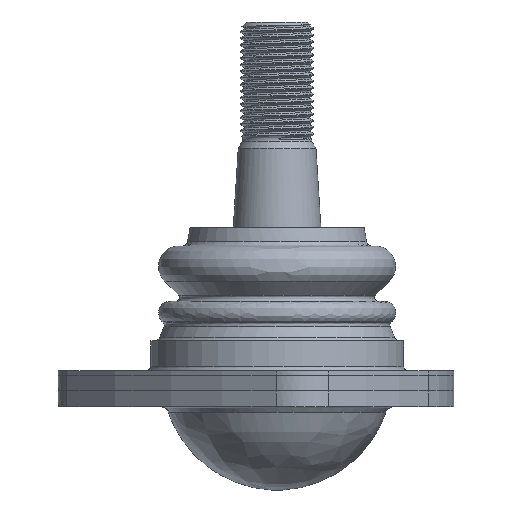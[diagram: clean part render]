
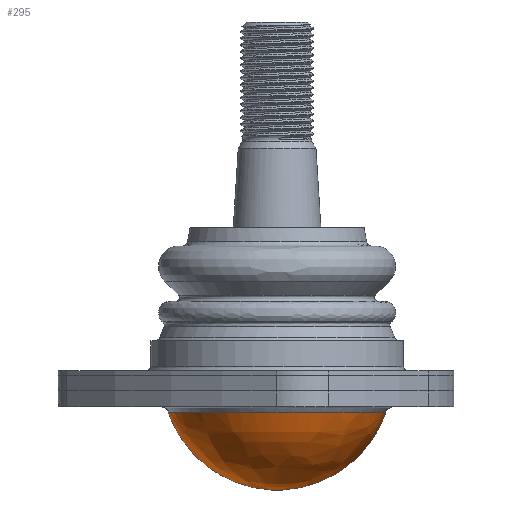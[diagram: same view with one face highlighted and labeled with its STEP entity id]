
A CAD part, left-side view. The second image highlights one B-rep face of the part: STEP entity #295.
In plain terms, the highlighted free-form (B-spline) face has degree [2, 2] with [5, 3] control points.
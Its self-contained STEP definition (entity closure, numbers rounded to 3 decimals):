
#182 = VERTEX_POINT('',#183);
#183 = CARTESIAN_POINT('',(0.,22.564,-7.662));
#191 = VERTEX_POINT('',#192);
#192 = CARTESIAN_POINT('',(0.,-22.564,-7.662));
#198 = EDGE_CURVE('',#182,#191,#199,.T.);
#199 = ( BOUNDED_CURVE() B_SPLINE_CURVE(2,(#200,#201,#202,#203,#204),
.UNSPECIFIED.,.F.,.F.) B_SPLINE_CURVE_WITH_KNOTS((3,2,3),(0.,
1.571,3.142),.PIECEWISE_BEZIER_KNOTS.) CURVE() 
GEOMETRIC_REPRESENTATION_ITEM() RATIONAL_B_SPLINE_CURVE((1.,
0.707,1.,0.707,1.)) REPRESENTATION_ITEM('') );
#200 = CARTESIAN_POINT('',(0.,22.564,-7.662));
#201 = CARTESIAN_POINT('',(-22.564,22.564,
    -7.662));
#202 = CARTESIAN_POINT('',(-22.564,0.,
    -7.662));
#203 = CARTESIAN_POINT('',(-22.564,-22.564,
    -7.662));
#204 = CARTESIAN_POINT('',(0.,-22.564,
    -7.662));
#256 = EDGE_CURVE('',#257,#191,#259,.T.);
#257 = VERTEX_POINT('',#258);
#258 = CARTESIAN_POINT('',(0.,-1.092,-23.805));
#259 = ( BOUNDED_CURVE() B_SPLINE_CURVE(2,(#260,#261,#262),
.UNSPECIFIED.,.F.,.F.) B_SPLINE_CURVE_WITH_KNOTS((3,3),(0.,
1.198),.PIECEWISE_BEZIER_KNOTS.) CURVE() 
GEOMETRIC_REPRESENTATION_ITEM() RATIONAL_B_SPLINE_CURVE((1.,
0.826,1.)) REPRESENTATION_ITEM('') );
#260 = CARTESIAN_POINT('',(0.,-1.092,-23.805));
#261 = CARTESIAN_POINT('',(0.,-17.336,-23.06));
#262 = CARTESIAN_POINT('',(0.,-22.564,-7.662));
#265 = VERTEX_POINT('',#266);
#266 = CARTESIAN_POINT('',(0.,1.092,-23.805));
#274 = EDGE_CURVE('',#265,#182,#275,.T.);
#275 = ( BOUNDED_CURVE() B_SPLINE_CURVE(2,(#276,#277,#278),
.UNSPECIFIED.,.F.,.F.) B_SPLINE_CURVE_WITH_KNOTS((3,3),(0.,
1.198),.PIECEWISE_BEZIER_KNOTS.) CURVE() 
GEOMETRIC_REPRESENTATION_ITEM() RATIONAL_B_SPLINE_CURVE((1.,
0.826,1.)) REPRESENTATION_ITEM('') );
#276 = CARTESIAN_POINT('',(0.,1.092,-23.805));
#277 = CARTESIAN_POINT('',(0.,17.336,-23.06));
#278 = CARTESIAN_POINT('',(0.,22.564,-7.662));
#295 = ADVANCED_FACE('',(#296),#309,.T.);
#296 = FACE_BOUND('',#297,.T.);
#297 = EDGE_LOOP('',(#298,#306,#307,#308));
#298 = ORIENTED_EDGE('',*,*,#299,.T.);
#299 = EDGE_CURVE('',#265,#257,#300,.T.);
#300 = ( BOUNDED_CURVE() B_SPLINE_CURVE(2,(#301,#302,#303,#304,#305),
.UNSPECIFIED.,.F.,.F.) B_SPLINE_CURVE_WITH_KNOTS((3,2,3),(0.,
1.571,3.142),.PIECEWISE_BEZIER_KNOTS.) CURVE() 
GEOMETRIC_REPRESENTATION_ITEM() RATIONAL_B_SPLINE_CURVE((1.,
0.707,1.,0.707,1.)) REPRESENTATION_ITEM('') );
#301 = CARTESIAN_POINT('',(0.,1.092,-23.805));
#302 = CARTESIAN_POINT('',(-1.092,1.092,
    -23.805));
#303 = CARTESIAN_POINT('',(-1.092,0.,
    -23.805));
#304 = CARTESIAN_POINT('',(-1.092,-1.092,
    -23.805));
#305 = CARTESIAN_POINT('',(0.,-1.092,
    -23.805));
#306 = ORIENTED_EDGE('',*,*,#256,.T.);
#307 = ORIENTED_EDGE('',*,*,#198,.F.);
#308 = ORIENTED_EDGE('',*,*,#274,.F.);
#309 = ( BOUNDED_SURFACE() B_SPLINE_SURFACE(2,2,(
    (#310,#311,#312)
    ,(#313,#314,#315)
    ,(#316,#317,#318)
    ,(#319,#320,#321)
    ,(#322,#323,#324
)),.UNSPECIFIED.,.F.,.F.,.F.) B_SPLINE_SURFACE_WITH_KNOTS((3,2,3),(3,3),
  (0.,1.571,3.142),(-1.525,-0.327),
.PIECEWISE_BEZIER_KNOTS.) GEOMETRIC_REPRESENTATION_ITEM() 
RATIONAL_B_SPLINE_SURFACE((
    (1.,0.826,1.)
    ,(0.707,0.584,0.707)
    ,(1.,0.826,1.)
    ,(0.707,0.584,0.707)
,(1.,0.826,1.))) REPRESENTATION_ITEM('') SURFACE() );
#310 = CARTESIAN_POINT('',(0.,1.092,-23.805));
#311 = CARTESIAN_POINT('',(0.,17.336,-23.06));
#312 = CARTESIAN_POINT('',(0.,22.564,-7.662));
#313 = CARTESIAN_POINT('',(-1.092,1.092,
    -23.805));
#314 = CARTESIAN_POINT('',(-17.336,17.336,
    -23.06));
#315 = CARTESIAN_POINT('',(-22.564,22.564,
    -7.662));
#316 = CARTESIAN_POINT('',(-1.092,0.,
    -23.805));
#317 = CARTESIAN_POINT('',(-17.336,0.,
    -23.06));
#318 = CARTESIAN_POINT('',(-22.564,0.,
    -7.662));
#319 = CARTESIAN_POINT('',(-1.092,-1.092,
    -23.805));
#320 = CARTESIAN_POINT('',(-17.336,-17.336,
    -23.06));
#321 = CARTESIAN_POINT('',(-22.564,-22.564,
    -7.662));
#322 = CARTESIAN_POINT('',(0.,-1.092,
    -23.805));
#323 = CARTESIAN_POINT('',(0.,-17.336,
    -23.06));
#324 = CARTESIAN_POINT('',(0.,-22.564,
    -7.662));
